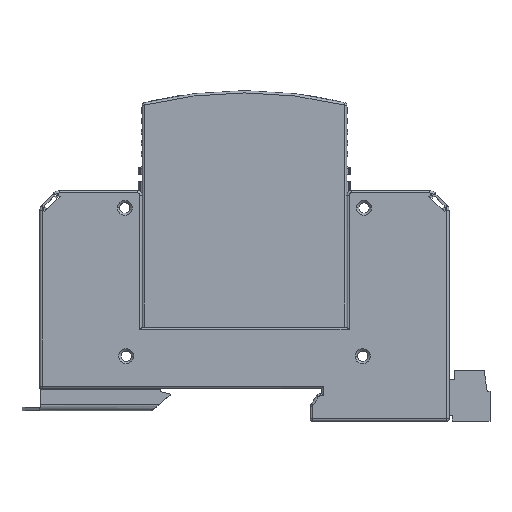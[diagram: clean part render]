
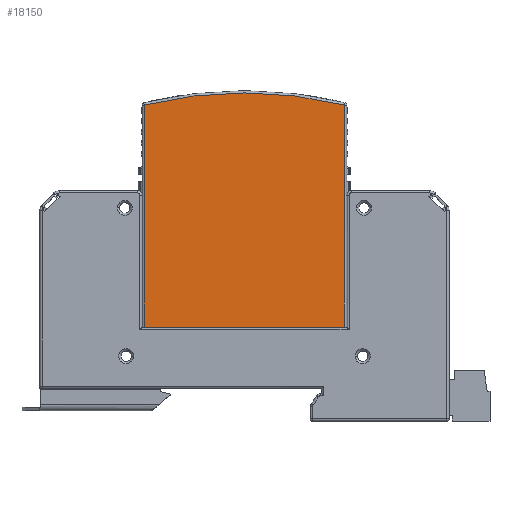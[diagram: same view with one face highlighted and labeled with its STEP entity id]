
A CAD part, top view. The second image highlights one B-rep face of the part: STEP entity #18150.
In plain terms, the highlighted face is planar.
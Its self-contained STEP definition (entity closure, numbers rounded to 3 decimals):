
#15063=CARTESIAN_POINT('',(0.,-8.9,-39.802));
#15064=DIRECTION('',(0.,1.,0.));
#15065=DIRECTION('',(-0.241,0.,0.971));
#15066=AXIS2_PLACEMENT_3D('',#15063,#15064,#15065);
#15071=DIRECTION('',(-1.,0.,0.));
#15072=VECTOR('',#15071,44.);
#15073=CARTESIAN_POINT('',(22.,-8.9,0.));
#15074=LINE('',#15073,#15072);
#15110=DIRECTION('',(0.,0.,-1.));
#15111=VECTOR('',#15110,48.81);
#15112=CARTESIAN_POINT('',(-22.,-8.9,48.81));
#15113=LINE('',#15112,#15111);
#15435=DIRECTION('',(0.,0.,1.));
#15436=VECTOR('',#15435,48.81);
#15437=CARTESIAN_POINT('',(22.,-8.9,0.));
#15438=LINE('',#15437,#15436);
#17721=CARTESIAN_POINT('',(-22.,-8.9,48.81));
#17722=CARTESIAN_POINT('',(22.,-8.9,48.81));
#17723=VERTEX_POINT('',#17721);
#17724=VERTEX_POINT('',#17722);
#17725=CARTESIAN_POINT('',(22.,-8.9,0.));
#17726=VERTEX_POINT('',#17725);
#17727=CARTESIAN_POINT('',(-22.,-8.9,0.));
#17728=VERTEX_POINT('',#17727);
#18135=CARTESIAN_POINT('',(0.,-8.9,0.));
#18136=DIRECTION('',(0.,1.,0.));
#18137=DIRECTION('',(-1.,0.,0.));
#18138=AXIS2_PLACEMENT_3D('',#18135,#18136,#18137);
#18139=PLANE('',#18138);
#18141=ORIENTED_EDGE('',*,*,#18140,.T.);
#18143=ORIENTED_EDGE('',*,*,#18142,.F.);
#18145=ORIENTED_EDGE('',*,*,#18144,.T.);
#18147=ORIENTED_EDGE('',*,*,#18146,.F.);
#18148=EDGE_LOOP('',(#18141,#18143,#18145,#18147));
#18149=FACE_OUTER_BOUND('',#18148,.F.);
#15067=CIRCLE('',#15066,91.302);
#18140=EDGE_CURVE('',#17723,#17724,#15067,.T.);
#18142=EDGE_CURVE('',#17726,#17724,#15438,.T.);
#18144=EDGE_CURVE('',#17726,#17728,#15074,.T.);
#18146=EDGE_CURVE('',#17723,#17728,#15113,.T.);
#18150=ADVANCED_FACE('',(#18149),#18139,.F.);
